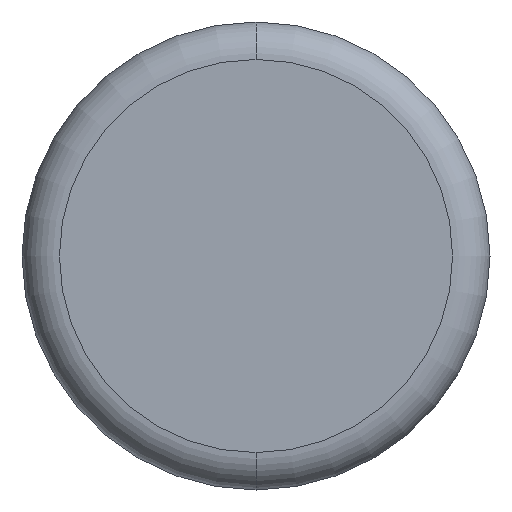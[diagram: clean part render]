
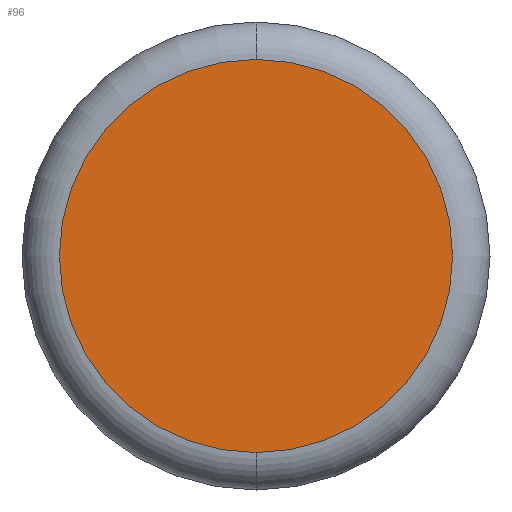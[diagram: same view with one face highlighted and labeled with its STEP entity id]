
A CAD part, front view. The second image highlights one B-rep face of the part: STEP entity #96.
In plain terms, the highlighted planar face has unit normal (0, -1, 0).
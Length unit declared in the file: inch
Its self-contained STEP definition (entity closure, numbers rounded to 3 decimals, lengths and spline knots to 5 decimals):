
#5 = DIRECTION ( 'NONE',  ( 0., 0., -1. ) ) ;
#6 = ORIENTED_EDGE ( 'NONE', *, *, #58, .T. ) ;
#15 = CARTESIAN_POINT ( 'NONE',  ( 0., 0., 0.105 ) ) ;
#29 = DIRECTION ( 'NONE',  ( 0., -1., 0. ) ) ;
#30 = CARTESIAN_POINT ( 'NONE',  ( 0., 0., 0. ) ) ;
#40 = AXIS2_PLACEMENT_3D ( 'NONE', #30, #72, #213 ) ;
#58 = EDGE_CURVE ( 'NONE', #66, #205, #196, .T. ) ;
#66 = VERTEX_POINT ( 'NONE', #161 ) ;
#72 = DIRECTION ( 'NONE',  ( 0., -1., 0. ) ) ;
#77 = EDGE_CURVE ( 'NONE', #205, #66, #210, .T. ) ;
#80 = AXIS2_PLACEMENT_3D ( 'NONE', #136, #187, #5 ) ;
#87 = PLANE ( 'NONE',  #89 ) ;
#89 = AXIS2_PLACEMENT_3D ( 'NONE', #171, #29, #129 ) ;
#96 = ADVANCED_FACE ( 'NONE', ( #231 ), #87, .T. ) ;
#122 = ORIENTED_EDGE ( 'NONE', *, *, #77, .T. ) ;
#129 = DIRECTION ( 'NONE',  ( 0., 0., -1. ) ) ;
#136 = CARTESIAN_POINT ( 'NONE',  ( 0., 0., 0. ) ) ;
#140 = EDGE_LOOP ( 'NONE', ( #6, #122 ) ) ;
#161 = CARTESIAN_POINT ( 'NONE',  ( 0., 0., -0.105 ) ) ;
#171 = CARTESIAN_POINT ( 'NONE',  ( 0., 0., 0. ) ) ;
#187 = DIRECTION ( 'NONE',  ( 0., -1., 0. ) ) ;
#196 = CIRCLE ( 'NONE', #80, 0.105 ) ;
#205 = VERTEX_POINT ( 'NONE', #15 ) ;
#210 = CIRCLE ( 'NONE', #40, 0.105 ) ;
#213 = DIRECTION ( 'NONE',  ( 0., 0., -1. ) ) ;
#231 = FACE_OUTER_BOUND ( 'NONE', #140, .T. ) ;
